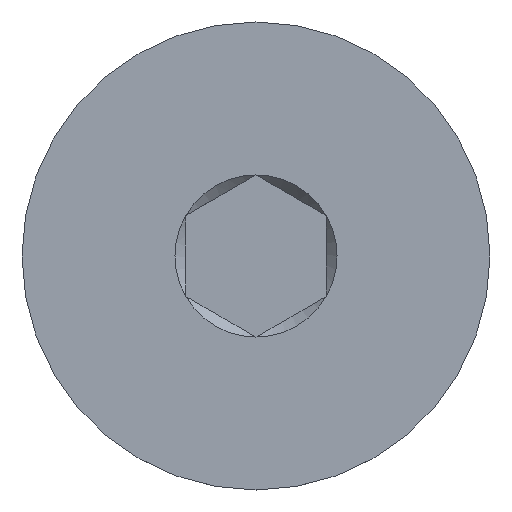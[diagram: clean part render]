
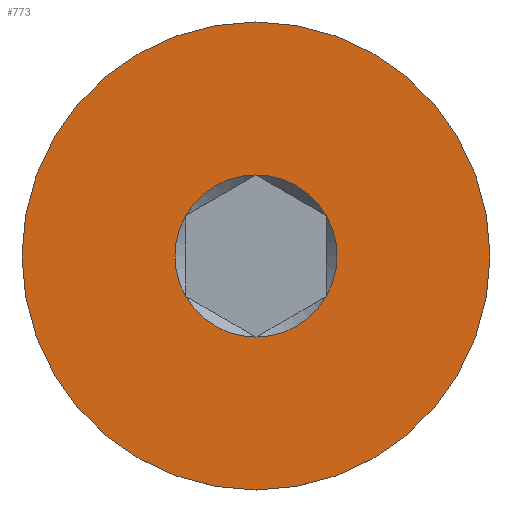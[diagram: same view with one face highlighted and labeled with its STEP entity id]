
A CAD part, top view. The second image highlights one B-rep face of the part: STEP entity #773.
In plain terms, the highlighted planar face has unit normal (0, 0, 1).
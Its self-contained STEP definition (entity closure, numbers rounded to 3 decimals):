
#17=FACE_BOUND('',#142,.T.);
#18=PLANE('',#853);
#95=FACE_OUTER_BOUND('',#141,.T.);
#141=EDGE_LOOP('',(#605,#606));
#142=EDGE_LOOP('',(#607,#608,#609,#610,#611,#612));
#167=CIRCLE('',#844,1.732);
#168=CIRCLE('',#846,5.);
#169=CIRCLE('',#847,5.);
#174=CIRCLE('',#854,1.732);
#175=CIRCLE('',#855,1.732);
#176=CIRCLE('',#856,1.732);
#177=CIRCLE('',#857,1.732);
#178=CIRCLE('',#858,1.732);
#343=VERTEX_POINT('',#3966);
#344=VERTEX_POINT('',#3967);
#345=VERTEX_POINT('',#3973);
#346=VERTEX_POINT('',#3974);
#352=VERTEX_POINT('',#4040);
#353=VERTEX_POINT('',#4042);
#354=VERTEX_POINT('',#4044);
#355=VERTEX_POINT('',#4046);
#445=EDGE_CURVE('',#343,#344,#167,.T.);
#446=EDGE_CURVE('',#345,#346,#168,.T.);
#447=EDGE_CURVE('',#346,#345,#169,.T.);
#456=EDGE_CURVE('',#344,#352,#174,.T.);
#457=EDGE_CURVE('',#352,#353,#175,.T.);
#458=EDGE_CURVE('',#353,#354,#176,.T.);
#459=EDGE_CURVE('',#354,#355,#177,.T.);
#460=EDGE_CURVE('',#355,#343,#178,.T.);
#605=ORIENTED_EDGE('',*,*,#446,.T.);
#606=ORIENTED_EDGE('',*,*,#447,.T.);
#607=ORIENTED_EDGE('',*,*,#456,.T.);
#608=ORIENTED_EDGE('',*,*,#457,.T.);
#609=ORIENTED_EDGE('',*,*,#458,.T.);
#610=ORIENTED_EDGE('',*,*,#459,.T.);
#611=ORIENTED_EDGE('',*,*,#460,.T.);
#612=ORIENTED_EDGE('',*,*,#445,.T.);
#773=ADVANCED_FACE('',(#95,#17),#18,.F.);
#844=AXIS2_PLACEMENT_3D('',#3971,#966,#967);
#846=AXIS2_PLACEMENT_3D('',#3975,#970,#971);
#847=AXIS2_PLACEMENT_3D('',#3976,#972,#973);
#853=AXIS2_PLACEMENT_3D('',#4039,#986,#987);
#854=AXIS2_PLACEMENT_3D('',#4041,#988,#989);
#855=AXIS2_PLACEMENT_3D('',#4043,#990,#991);
#856=AXIS2_PLACEMENT_3D('',#4045,#992,#993);
#857=AXIS2_PLACEMENT_3D('',#4047,#994,#995);
#858=AXIS2_PLACEMENT_3D('',#4048,#996,#997);
#966=DIRECTION('center_axis',(0.,0.,-1.));
#967=DIRECTION('ref_axis',(-1.,0.,0.));
#970=DIRECTION('center_axis',(0.,0.,1.));
#971=DIRECTION('ref_axis',(0.,-1.,0.));
#972=DIRECTION('center_axis',(0.,0.,1.));
#973=DIRECTION('ref_axis',(0.,-1.,0.));
#986=DIRECTION('center_axis',(0.,0.,-1.));
#987=DIRECTION('ref_axis',(0.,1.,0.));
#988=DIRECTION('center_axis',(0.,0.,-1.));
#989=DIRECTION('ref_axis',(-1.,0.,0.));
#990=DIRECTION('center_axis',(0.,0.,-1.));
#991=DIRECTION('ref_axis',(-1.,0.,0.));
#992=DIRECTION('center_axis',(0.,0.,-1.));
#993=DIRECTION('ref_axis',(-1.,0.,0.));
#994=DIRECTION('center_axis',(0.,0.,-1.));
#995=DIRECTION('ref_axis',(-1.,0.,0.));
#996=DIRECTION('center_axis',(0.,0.,-1.));
#997=DIRECTION('ref_axis',(-1.,0.,0.));
#3966=CARTESIAN_POINT('',(-1.5,-0.866,6.));
#3967=CARTESIAN_POINT('',(-1.5,0.866,6.));
#3971=CARTESIAN_POINT('Origin',(0.,0.,6.));
#3973=CARTESIAN_POINT('',(0.,-5.,6.));
#3974=CARTESIAN_POINT('',(0.,5.,6.));
#3975=CARTESIAN_POINT('Origin',(0.,0.,6.));
#3976=CARTESIAN_POINT('Origin',(0.,0.,6.));
#4039=CARTESIAN_POINT('Origin',(0.,0.,
6.));
#4040=CARTESIAN_POINT('',(0.,1.732,6.));
#4041=CARTESIAN_POINT('Origin',(0.,0.,6.));
#4042=CARTESIAN_POINT('',(1.5,0.866,6.));
#4043=CARTESIAN_POINT('Origin',(0.,0.,6.));
#4044=CARTESIAN_POINT('',(1.5,-0.866,6.));
#4045=CARTESIAN_POINT('Origin',(0.,0.,6.));
#4046=CARTESIAN_POINT('',(0.,-1.732,6.));
#4047=CARTESIAN_POINT('Origin',(0.,0.,6.));
#4048=CARTESIAN_POINT('Origin',(0.,0.,6.));
